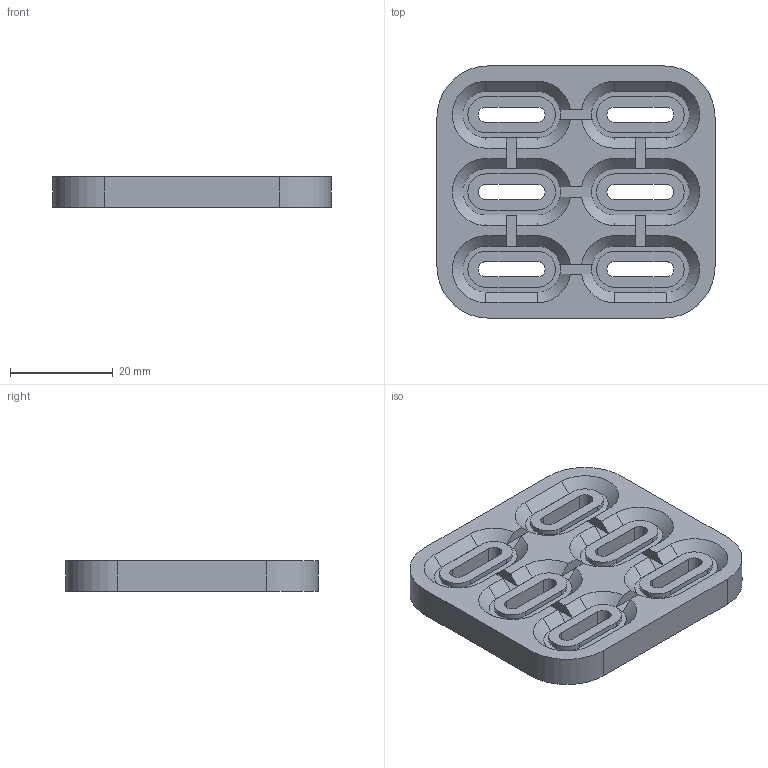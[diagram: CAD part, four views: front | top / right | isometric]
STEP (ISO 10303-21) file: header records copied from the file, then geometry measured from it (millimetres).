
FILE_DESCRIPTION(/* description */ (''),/* implementation_level */ '2;1');
FILE_NAME(/* name */ '10mm ring master mold',/* time_stamp */ '2025-06-24T23:56:50-04:00',/* author */ (''),/* organization */ (''),/* preprocessor_version */ 'ST-DEVELOPER v19.2',/* originating_system */ 'Rhino 8.20',/* authorisation */ '');
FILE_SCHEMA (('CONFIG_CONTROL_DESIGN'));
Length unit declared in the file: millimetre
Products named in the file (1): Document
Bounding box: 54 x 49 x 6 mm (x, y, z)
Volume: 12311.7 mm3; surface area: 7305.4 mm2
Topology: 1 solids, 1 shells, 131 faces, 338 edges, 216 vertices
Faces by surface type: plane 85, cylinder 28, bspline 18
Entity records: 4259 total; most frequent: CARTESIAN_POINT 1485, ORIENTED_EDGE 676, EDGE_CURVE 338, DIRECTION 313, VERTEX_POINT 216, AXIS2_PLACEMENT_3D 213, B_SPLINE_CURVE_WITH_KNOTS 192, EDGE_LOOP 150
